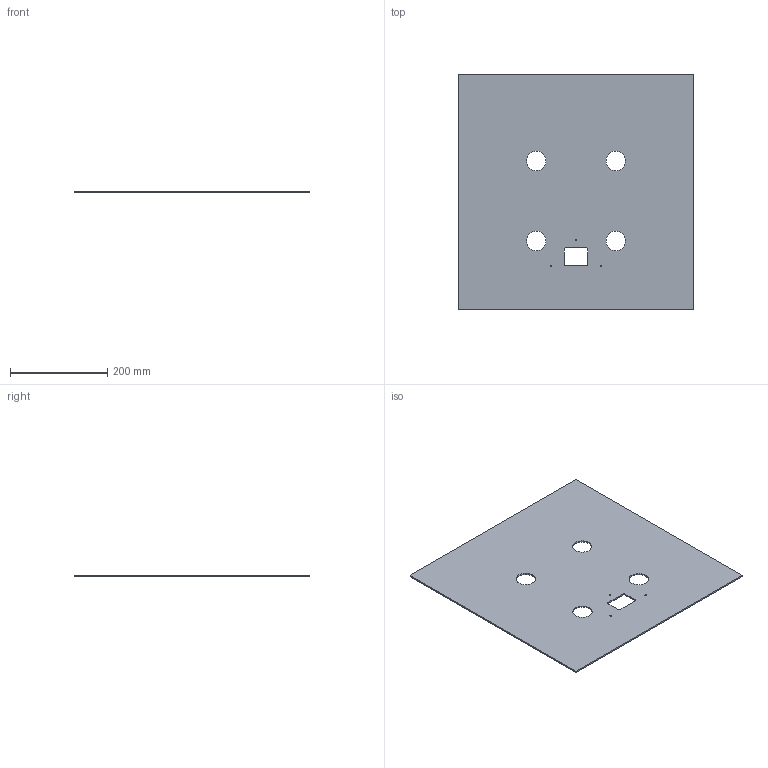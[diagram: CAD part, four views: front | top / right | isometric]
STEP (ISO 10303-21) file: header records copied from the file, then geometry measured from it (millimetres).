
FILE_DESCRIPTION(('FreeCAD Model'),'2;1');
FILE_NAME('Open CASCADE Shape Model','2024-10-17T13:08:25',(''),(''), 'Open CASCADE STEP processor 7.7','Ondsel','Unknown');
FILE_SCHEMA(('AUTOMOTIVE_DESIGN { 1 0 10303 214 1 1 1 1 }'));
Length unit declared in the file: millimetre
Products named in the file (2): Top_Panel_350_Laser_Cut; Top_Panel-Body
Assembly tree (1 placements, depth 2):
  Top_Panel_350_Laser_Cut
    Top_Panel-Body
Bounding box: 483 x 483 x 3 mm (x, y, z)
Volume: 679542.8 mm3; surface area: 460907.7 mm2
Topology: 1 solids, 1 shells, 25 faces, 69 edges, 46 vertices
Faces by surface type: cylinder 15, plane 10
Full cylindrical faces by diameter (mm): 3.2 x3, 40 x4
Entity records: 887 total; most frequent: DIRECTION 153, CARTESIAN_POINT 142, ORIENTED_EDGE 138, EDGE_CURVE 69, AXIS2_PLACEMENT_3D 57, VERTEX_POINT 46, FACE_BOUND 41, EDGE_LOOP 41
